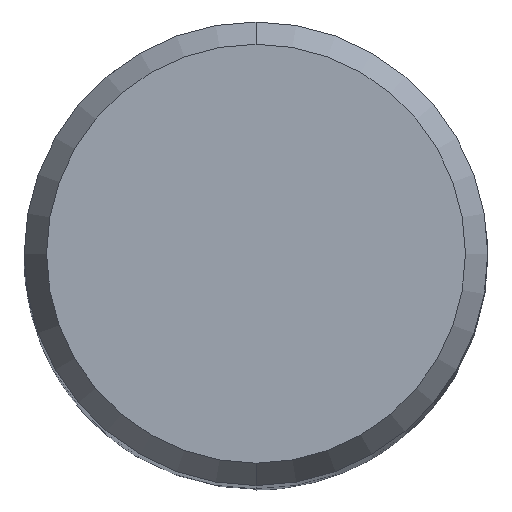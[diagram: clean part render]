
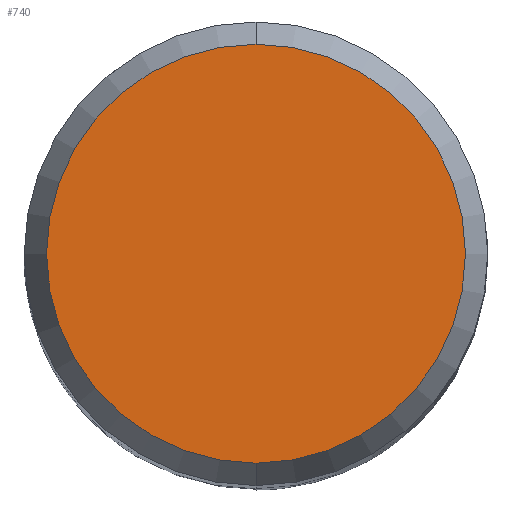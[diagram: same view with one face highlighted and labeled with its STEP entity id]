
A CAD part, top view. The second image highlights one B-rep face of the part: STEP entity #740.
In plain terms, the highlighted planar face has unit normal (0, 0, 1).
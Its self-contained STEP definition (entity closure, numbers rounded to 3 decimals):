
#524=VERTEX_POINT('',#1194);
#740=ADVANCED_FACE('',(#1430),#1431,.T.);
#842=VERTEX_POINT('',#1543);
#900=EDGE_CURVE('',#524,#842,#1609,.T.);
#940=EDGE_CURVE('',#842,#524,#1651,.T.);
#1194=CARTESIAN_POINT('',(0.0,5.423,0.0));
#1430=FACE_OUTER_BOUND('',#2477,.T.);
#1431=PLANE('',#2478);
#1543=CARTESIAN_POINT('',(0.,-5.423,0.0));
#1609=CIRCLE('',#2760,5.423);
#1651=CIRCLE('',#2818,5.423);
#2477=EDGE_LOOP('',(#3306,#3307));
#2478=AXIS2_PLACEMENT_3D('',#3308,#3309,#3310);
#2760=AXIS2_PLACEMENT_3D('',#3536,#3537,#3538);
#2818=AXIS2_PLACEMENT_3D('',#3574,#3575,#3576);
#3306=ORIENTED_EDGE('',*,*,#900,.F.);
#3307=ORIENTED_EDGE('',*,*,#940,.F.);
#3308=CARTESIAN_POINT('',(0.0,2.711,0.0));
#3309=DIRECTION('',(-0.0,0.0,1.0));
#3310=DIRECTION('',(0.0,-1.0,0.0));
#3536=CARTESIAN_POINT('',(0.0,0.0,0.0));
#3537=DIRECTION('',(0.0,0.0,-1.0));
#3538=DIRECTION('',(0.0,1.0,0.0));
#3574=CARTESIAN_POINT('',(0.0,0.0,0.0));
#3575=DIRECTION('',(0.0,0.0,-1.0));
#3576=DIRECTION('',(0.0,1.0,0.0));
